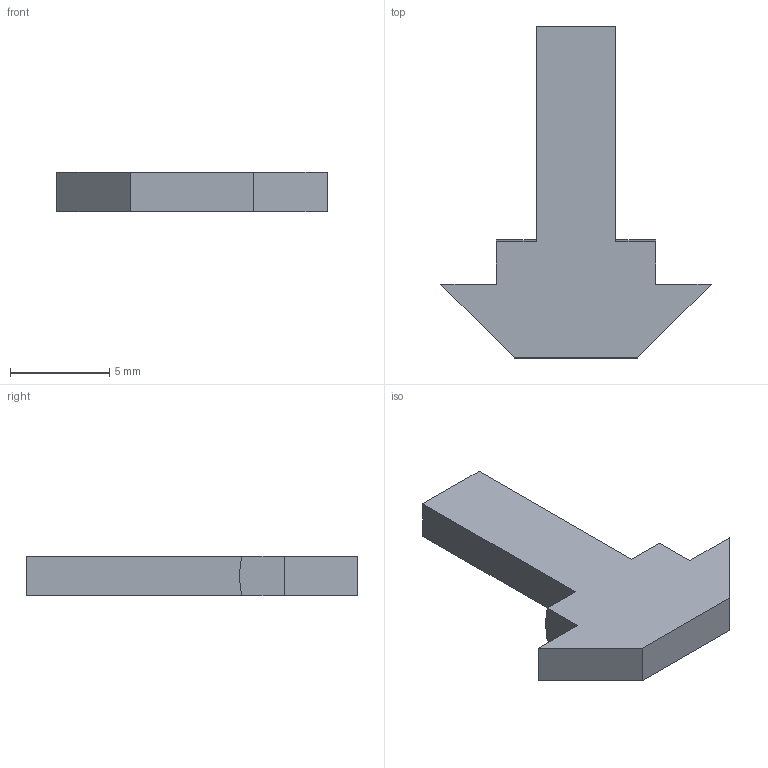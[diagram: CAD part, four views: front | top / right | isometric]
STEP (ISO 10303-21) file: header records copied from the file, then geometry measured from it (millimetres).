
FILE_DESCRIPTION(/* description */ (''),/* implementation_level */ '2;1');
FILE_NAME(/* name */ 'SwitchLeverUnit_Lever.stp',/* time_stamp */ '2025-03-15T21:22:42+09:00',/* author */ ('kumagai'),/* organization */ (''),/* preprocessor_version */ 'ST-DEVELOPER v20',/* originating_system */ 'Autodesk Inventor 2025',/* authorisation */ '');
FILE_SCHEMA (('AUTOMOTIVE_DESIGN { 1 0 10303 214 3 1 1 }'));
Length unit declared in the file: millimetre
Products named in the file (1): SwitchLeverUnit_Lever
Bounding box: 13.6 x 16.7 x 2 mm (x, y, z)
Volume: 195 mm3; surface area: 307.1 mm2
Topology: 1 solids, 1 shells, 14 faces, 49 edges, 50 vertices
Faces by surface type: plane 12, cylinder 2
Entity records: 536 total; most frequent: CARTESIAN_POINT 101, ORIENTED_EDGE 72, DIRECTION 70, EDGE_CURVE 36, LINE 32, VECTOR 32, VERTEX_POINT 24, AXIS2_PLACEMENT_3D 19
